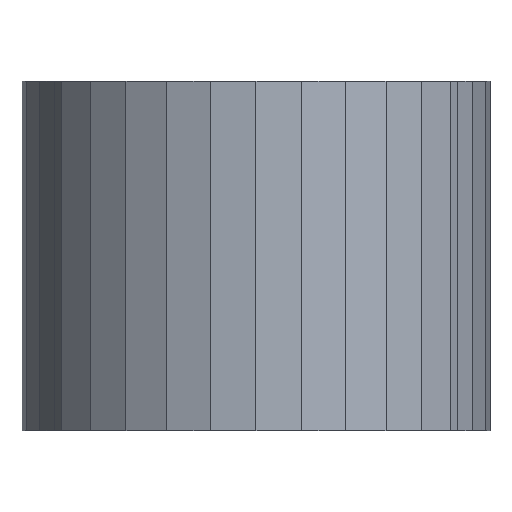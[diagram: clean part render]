
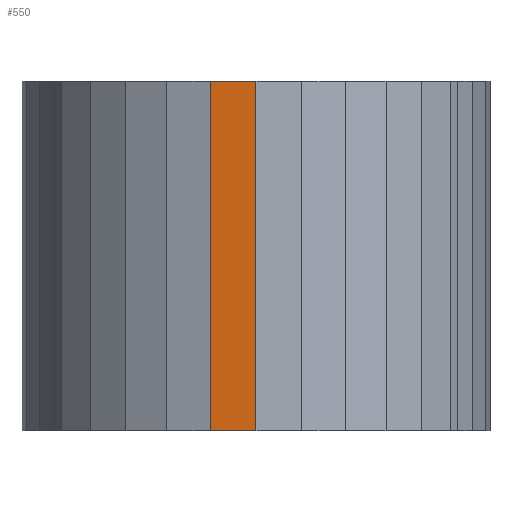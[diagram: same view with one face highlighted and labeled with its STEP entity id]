
A CAD part, left-side view. The second image highlights one B-rep face of the part: STEP entity #550.
In plain terms, the highlighted planar face has unit normal (-0.995, 0.098, 0).
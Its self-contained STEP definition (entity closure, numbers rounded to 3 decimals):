
#525 = VERTEX_POINT('',#526);
#526 = CARTESIAN_POINT('',(-2.503,0.498,3.81));
#532 = EDGE_CURVE('',#533,#525,#535,.T.);
#533 = VERTEX_POINT('',#534);
#534 = CARTESIAN_POINT('',(-2.503,0.498,0.));
#535 = LINE('',#536,#537);
#536 = CARTESIAN_POINT('',(-2.503,0.498,0.));
#537 = VECTOR('',#538,1.);
#538 = DIRECTION('',(0.,0.,1.));
#550 = ADVANCED_FACE('',(#551),#576,.F.);
#551 = FACE_BOUND('',#552,.F.);
#552 = EDGE_LOOP('',(#553,#554,#562,#570));
#553 = ORIENTED_EDGE('',*,*,#532,.T.);
#554 = ORIENTED_EDGE('',*,*,#555,.T.);
#555 = EDGE_CURVE('',#525,#556,#558,.T.);
#556 = VERTEX_POINT('',#557);
#557 = CARTESIAN_POINT('',(-2.552,0.,3.81));
#558 = LINE('',#559,#560);
#559 = CARTESIAN_POINT('',(-2.503,0.498,3.81));
#560 = VECTOR('',#561,1.);
#561 = DIRECTION('',(-0.098,-0.995,0.));
#562 = ORIENTED_EDGE('',*,*,#563,.F.);
#563 = EDGE_CURVE('',#564,#556,#566,.T.);
#564 = VERTEX_POINT('',#565);
#565 = CARTESIAN_POINT('',(-2.552,0.,0.));
#566 = LINE('',#567,#568);
#567 = CARTESIAN_POINT('',(-2.552,0.,0.));
#568 = VECTOR('',#569,1.);
#569 = DIRECTION('',(0.,0.,1.));
#570 = ORIENTED_EDGE('',*,*,#571,.F.);
#571 = EDGE_CURVE('',#533,#564,#572,.T.);
#572 = LINE('',#573,#574);
#573 = CARTESIAN_POINT('',(-2.503,0.498,0.));
#574 = VECTOR('',#575,1.);
#575 = DIRECTION('',(-0.098,-0.995,0.));
#576 = PLANE('',#577);
#577 = AXIS2_PLACEMENT_3D('',#578,#579,#580);
#578 = CARTESIAN_POINT('',(-2.503,0.498,0.));
#579 = DIRECTION('',(0.995,-0.098,0.));
#580 = DIRECTION('',(-0.098,-0.995,0.));
